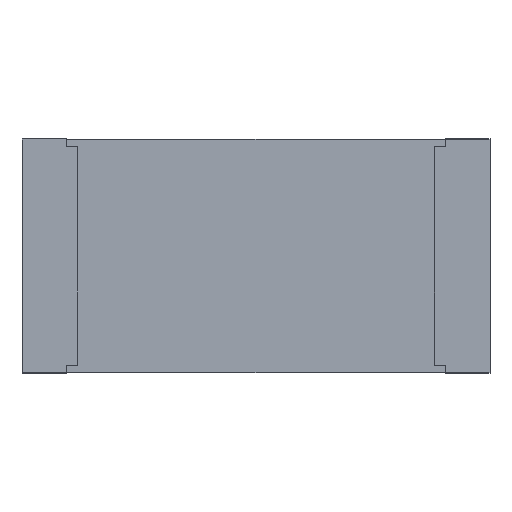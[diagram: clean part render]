
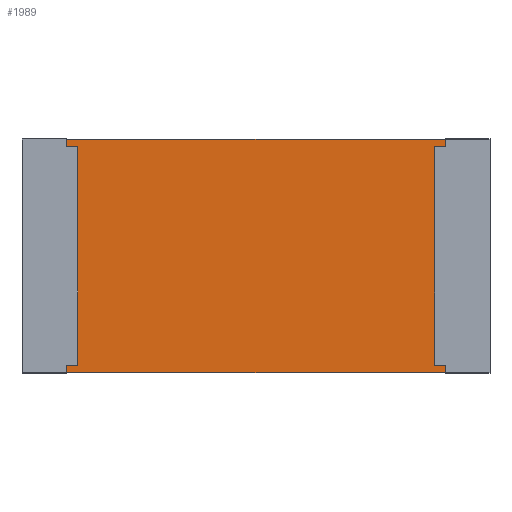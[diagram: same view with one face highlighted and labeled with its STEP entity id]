
A CAD part, front view. The second image highlights one B-rep face of the part: STEP entity #1989.
In plain terms, the highlighted planar face has unit normal (0, -1, 0).
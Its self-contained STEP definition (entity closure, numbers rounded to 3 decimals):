
#28 = PLANE ( 'NONE',  #2620 ) ;
#41 = CARTESIAN_POINT ( 'NONE',  ( 2.4, -0.27, 1.48 ) ) ;
#64 = EDGE_CURVE ( 'NONE', #2683, #718, #2298, .T. ) ;
#71 = CARTESIAN_POINT ( 'NONE',  ( 2.55, -0.27, -1.57 ) ) ;
#74 = VECTOR ( 'NONE', #806, 1000. ) ;
#115 = ORIENTED_EDGE ( 'NONE', *, *, #1422, .T. ) ;
#187 = EDGE_CURVE ( 'NONE', #1713, #1736, #1119, .T. ) ;
#197 = CARTESIAN_POINT ( 'NONE',  ( -2.552, -0.27, -1.575 ) ) ;
#200 = VERTEX_POINT ( 'NONE', #2721 ) ;
#244 = LINE ( 'NONE', #1271, #908 ) ;
#271 = VERTEX_POINT ( 'NONE', #71 ) ;
#278 = DIRECTION ( 'NONE',  ( 1., 0., 0. ) ) ;
#292 = VERTEX_POINT ( 'NONE', #2982 ) ;
#293 = ORIENTED_EDGE ( 'NONE', *, *, #1985, .T. ) ;
#305 = EDGE_CURVE ( 'NONE', #1308, #1713, #2668, .T. ) ;
#344 = VECTOR ( 'NONE', #2471, 1000. ) ;
#349 = DIRECTION ( 'NONE',  ( -1., 0., 0. ) ) ;
#377 = VECTOR ( 'NONE', #1173, 1000. ) ;
#427 = ORIENTED_EDGE ( 'NONE', *, *, #1971, .F. ) ;
#451 = ORIENTED_EDGE ( 'NONE', *, *, #524, .F. ) ;
#460 = CARTESIAN_POINT ( 'NONE',  ( -2.4, -0.27, 1.48 ) ) ;
#524 = EDGE_CURVE ( 'NONE', #2001, #1522, #721, .T. ) ;
#529 = DIRECTION ( 'NONE',  ( 0., 0., 1. ) ) ;
#543 = CARTESIAN_POINT ( 'NONE',  ( -2.55, -0.27, 1.48 ) ) ;
#590 = CARTESIAN_POINT ( 'NONE',  ( -2.55, -0.27, -1.57 ) ) ;
#632 = DIRECTION ( 'NONE',  ( 0., 0., 1. ) ) ;
#661 = VECTOR ( 'NONE', #821, 1000. ) ;
#706 = DIRECTION ( 'NONE',  ( 0., 0., 1. ) ) ;
#711 = DIRECTION ( 'NONE',  ( 1., 0., 0. ) ) ;
#718 = VERTEX_POINT ( 'NONE', #2060 ) ;
#721 = LINE ( 'NONE', #2139, #377 ) ;
#730 = CARTESIAN_POINT ( 'NONE',  ( 2.55, -0.27, -1.575 ) ) ;
#734 = ORIENTED_EDGE ( 'NONE', *, *, #2852, .F. ) ;
#762 = DIRECTION ( 'NONE',  ( 0., 0., 1. ) ) ;
#771 = CARTESIAN_POINT ( 'NONE',  ( 2.55, -0.27, -1.57 ) ) ;
#774 = CARTESIAN_POINT ( 'NONE',  ( 2.402, -0.27, -1.476 ) ) ;
#806 = DIRECTION ( 'NONE',  ( -1., 0., -0.002 ) ) ;
#821 = DIRECTION ( 'NONE',  ( 0., 0., 1. ) ) ;
#826 = FACE_OUTER_BOUND ( 'NONE', #2086, .T. ) ;
#855 = LINE ( 'NONE', #543, #2121 ) ;
#869 = EDGE_CURVE ( 'NONE', #1114, #1839, #2661, .T. ) ;
#881 = ORIENTED_EDGE ( 'NONE', *, *, #2535, .T. ) ;
#900 = CARTESIAN_POINT ( 'NONE',  ( -2.552, -0.27, -1.57 ) ) ;
#908 = VECTOR ( 'NONE', #1502, 1000. ) ;
#974 = VECTOR ( 'NONE', #1018, 1000. ) ;
#994 = VERTEX_POINT ( 'NONE', #730 ) ;
#1002 = ORIENTED_EDGE ( 'NONE', *, *, #2031, .T. ) ;
#1013 = CARTESIAN_POINT ( 'NONE',  ( 2.552, -0.27, -1.476 ) ) ;
#1018 = DIRECTION ( 'NONE',  ( -1., 0., 0. ) ) ;
#1044 = EDGE_CURVE ( 'NONE', #2759, #2818, #1395, .T. ) ;
#1049 = VECTOR ( 'NONE', #529, 1000. ) ;
#1062 = ORIENTED_EDGE ( 'NONE', *, *, #2043, .F. ) ;
#1088 = LINE ( 'NONE', #2186, #2311 ) ;
#1114 = VERTEX_POINT ( 'NONE', #1724 ) ;
#1119 = LINE ( 'NONE', #2015, #661 ) ;
#1129 = CARTESIAN_POINT ( 'NONE',  ( 2.4, -0.27, 0.002 ) ) ;
#1168 = EDGE_CURVE ( 'NONE', #200, #1839, #2907, .T. ) ;
#1173 = DIRECTION ( 'NONE',  ( 0.002, 0., 1. ) ) ;
#1177 = CARTESIAN_POINT ( 'NONE',  ( -2.552, -0.27, -1.476 ) ) ;
#1203 = DIRECTION ( 'NONE',  ( 1., 0., -0.002 ) ) ;
#1271 = CARTESIAN_POINT ( 'NONE',  ( -2.4, -0.27, 1.48 ) ) ;
#1275 = VECTOR ( 'NONE', #632, 1000. ) ;
#1292 = DIRECTION ( 'NONE',  ( 0., 0., -1. ) ) ;
#1308 = VERTEX_POINT ( 'NONE', #2781 ) ;
#1316 = DIRECTION ( 'NONE',  ( 0., 0., 1. ) ) ;
#1349 = CARTESIAN_POINT ( 'NONE',  ( -2.552, -0.27, -1.476 ) ) ;
#1367 = CARTESIAN_POINT ( 'NONE',  ( -2.4, -0.27, 0.002 ) ) ;
#1395 = LINE ( 'NONE', #590, #1656 ) ;
#1418 = LINE ( 'NONE', #1753, #1641 ) ;
#1422 = EDGE_CURVE ( 'NONE', #292, #200, #1918, .T. ) ;
#1453 = LINE ( 'NONE', #197, #1701 ) ;
#1499 = VECTOR ( 'NONE', #2724, 1000. ) ;
#1502 = DIRECTION ( 'NONE',  ( 0., 0., 1. ) ) ;
#1516 = CARTESIAN_POINT ( 'NONE',  ( -3.15, -0.27, 1.575 ) ) ;
#1519 = DIRECTION ( 'NONE',  ( 0., -1., 0. ) ) ;
#1522 = VERTEX_POINT ( 'NONE', #1367 ) ;
#1551 = LINE ( 'NONE', #771, #974 ) ;
#1604 = ORIENTED_EDGE ( 'NONE', *, *, #869, .F. ) ;
#1641 = VECTOR ( 'NONE', #762, 1000. ) ;
#1656 = VECTOR ( 'NONE', #2962, 1000. ) ;
#1669 = ORIENTED_EDGE ( 'NONE', *, *, #2233, .F. ) ;
#1693 = CARTESIAN_POINT ( 'NONE',  ( -2.55, -0.27, -1.575 ) ) ;
#1701 = VECTOR ( 'NONE', #706, 1000. ) ;
#1713 = VERTEX_POINT ( 'NONE', #1129 ) ;
#1724 = CARTESIAN_POINT ( 'NONE',  ( -2.55, -0.27, 1.48 ) ) ;
#1729 = ORIENTED_EDGE ( 'NONE', *, *, #2625, .F. ) ;
#1736 = VERTEX_POINT ( 'NONE', #41 ) ;
#1740 = ORIENTED_EDGE ( 'NONE', *, *, #305, .T. ) ;
#1753 = CARTESIAN_POINT ( 'NONE',  ( 2.55, -0.27, -1.58 ) ) ;
#1839 = VERTEX_POINT ( 'NONE', #2322 ) ;
#1906 = ORIENTED_EDGE ( 'NONE', *, *, #1044, .T. ) ;
#1918 = LINE ( 'NONE', #2573, #1275 ) ;
#1971 = EDGE_CURVE ( 'NONE', #1522, #2369, #244, .T. ) ;
#1985 = EDGE_CURVE ( 'NONE', #2366, #994, #3192, .T. ) ;
#1989 = ADVANCED_FACE ( 'NONE', ( #826 ), #28, .T. ) ;
#2001 = VERTEX_POINT ( 'NONE', #2730 ) ;
#2015 = CARTESIAN_POINT ( 'NONE',  ( 2.4, -0.27, 1.48 ) ) ;
#2031 = EDGE_CURVE ( 'NONE', #994, #271, #1418, .T. ) ;
#2043 = EDGE_CURVE ( 'NONE', #2366, #2818, #2622, .T. ) ;
#2047 = VECTOR ( 'NONE', #278, 1000. ) ;
#2060 = CARTESIAN_POINT ( 'NONE',  ( 2.552, -0.27, -1.476 ) ) ;
#2086 = EDGE_LOOP ( 'NONE', ( #1906, #1062, #293, #1002, #1729, #2396, #881, #1740, #2211, #3078, #115, #3138, #1604, #734, #427, #451, #1669, #2554 ) ) ;
#2121 = VECTOR ( 'NONE', #349, 1000. ) ;
#2134 = CARTESIAN_POINT ( 'NONE',  ( -2.55, -0.27, -1.57 ) ) ;
#2139 = CARTESIAN_POINT ( 'NONE',  ( -2.402, -0.27, -1.476 ) ) ;
#2186 = CARTESIAN_POINT ( 'NONE',  ( 2.55, -0.27, 1.48 ) ) ;
#2211 = ORIENTED_EDGE ( 'NONE', *, *, #187, .T. ) ;
#2216 = CARTESIAN_POINT ( 'NONE',  ( 0., -0.27, 0. ) ) ;
#2233 = EDGE_CURVE ( 'NONE', #2872, #2001, #3000, .T. ) ;
#2237 = EDGE_CURVE ( 'NONE', #2759, #2872, #1453, .T. ) ;
#2298 = LINE ( 'NONE', #2989, #2374 ) ;
#2311 = VECTOR ( 'NONE', #711, 1000. ) ;
#2322 = CARTESIAN_POINT ( 'NONE',  ( -2.55, -0.27, 1.575 ) ) ;
#2331 = CARTESIAN_POINT ( 'NONE',  ( 2.552, -0.27, -1.57 ) ) ;
#2352 = VECTOR ( 'NONE', #1203, 1000. ) ;
#2366 = VERTEX_POINT ( 'NONE', #1693 ) ;
#2369 = VERTEX_POINT ( 'NONE', #460 ) ;
#2374 = VECTOR ( 'NONE', #1316, 1000. ) ;
#2396 = ORIENTED_EDGE ( 'NONE', *, *, #64, .T. ) ;
#2456 = CARTESIAN_POINT ( 'NONE',  ( 0., -0.27, -1.575 ) ) ;
#2471 = DIRECTION ( 'NONE',  ( -1., 0., 0. ) ) ;
#2490 = EDGE_CURVE ( 'NONE', #1736, #292, #1088, .T. ) ;
#2535 = EDGE_CURVE ( 'NONE', #718, #1308, #2918, .T. ) ;
#2554 = ORIENTED_EDGE ( 'NONE', *, *, #2237, .F. ) ;
#2573 = CARTESIAN_POINT ( 'NONE',  ( 2.55, -0.27, 1.58 ) ) ;
#2620 = AXIS2_PLACEMENT_3D ( 'NONE', #2216, #1519, #1292 ) ;
#2622 = LINE ( 'NONE', #2977, #1049 ) ;
#2625 = EDGE_CURVE ( 'NONE', #2683, #271, #1551, .T. ) ;
#2653 = DIRECTION ( 'NONE',  ( 0., 0., 1. ) ) ;
#2661 = LINE ( 'NONE', #2863, #2786 ) ;
#2668 = LINE ( 'NONE', #774, #1499 ) ;
#2683 = VERTEX_POINT ( 'NONE', #2331 ) ;
#2721 = CARTESIAN_POINT ( 'NONE',  ( 2.55, -0.27, 1.575 ) ) ;
#2724 = DIRECTION ( 'NONE',  ( -0.002, 0., 1. ) ) ;
#2730 = CARTESIAN_POINT ( 'NONE',  ( -2.402, -0.27, -1.476 ) ) ;
#2759 = VERTEX_POINT ( 'NONE', #900 ) ;
#2781 = CARTESIAN_POINT ( 'NONE',  ( 2.402, -0.27, -1.476 ) ) ;
#2786 = VECTOR ( 'NONE', #2653, 1000. ) ;
#2818 = VERTEX_POINT ( 'NONE', #2134 ) ;
#2852 = EDGE_CURVE ( 'NONE', #2369, #1114, #855, .T. ) ;
#2863 = CARTESIAN_POINT ( 'NONE',  ( -2.55, -0.27, 1.58 ) ) ;
#2872 = VERTEX_POINT ( 'NONE', #1349 ) ;
#2907 = LINE ( 'NONE', #1516, #344 ) ;
#2918 = LINE ( 'NONE', #1013, #74 ) ;
#2962 = DIRECTION ( 'NONE',  ( 1., 0., 0. ) ) ;
#2977 = CARTESIAN_POINT ( 'NONE',  ( -2.55, -0.27, -1.58 ) ) ;
#2982 = CARTESIAN_POINT ( 'NONE',  ( 2.55, -0.27, 1.48 ) ) ;
#2989 = CARTESIAN_POINT ( 'NONE',  ( 2.552, -0.27, -1.575 ) ) ;
#3000 = LINE ( 'NONE', #1177, #2352 ) ;
#3078 = ORIENTED_EDGE ( 'NONE', *, *, #2490, .T. ) ;
#3138 = ORIENTED_EDGE ( 'NONE', *, *, #1168, .T. ) ;
#3192 = LINE ( 'NONE', #2456, #2047 ) ;
